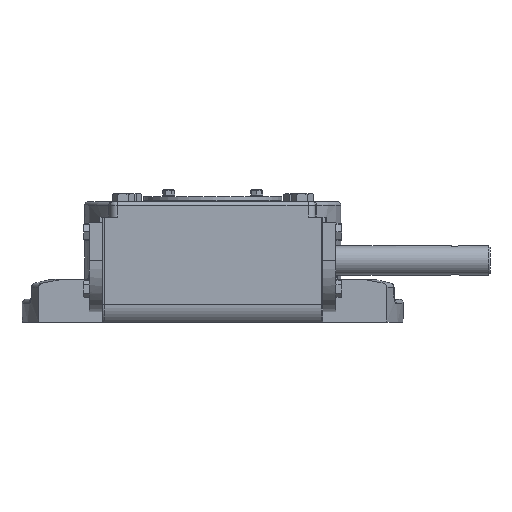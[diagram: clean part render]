
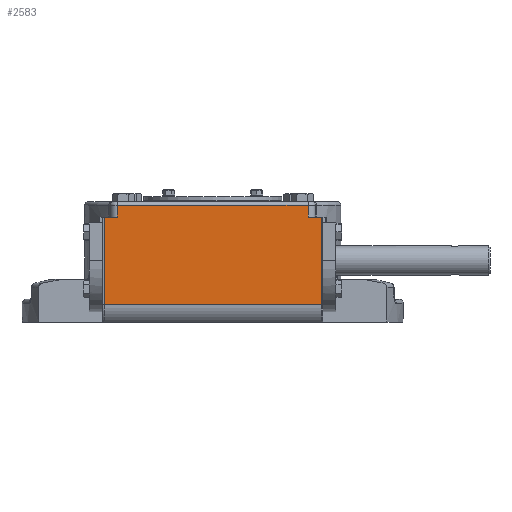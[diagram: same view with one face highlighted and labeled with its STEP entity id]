
A CAD part, front view. The second image highlights one B-rep face of the part: STEP entity #2583.
In plain terms, the highlighted planar face has unit normal (0, -1, 0).
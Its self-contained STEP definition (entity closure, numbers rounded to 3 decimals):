
#2583 = ADVANCED_FACE( '', ( #6104 ), #6105, .T. );
#6104 = FACE_OUTER_BOUND( '', #12297, .T. );
#6105 = PLANE( '', #12298 );
#12297 = EDGE_LOOP( '', ( #24721, #24722, #24723, #24724, #24725, #24726, #24727, #24728 ) );
#12298 = AXIS2_PLACEMENT_3D( '', #24729, #24730, #24731 );
#24721 = ORIENTED_EDGE( '', *, *, #35002, .T. );
#24722 = ORIENTED_EDGE( '', *, *, #33151, .T. );
#24723 = ORIENTED_EDGE( '', *, *, #35003, .T. );
#24724 = ORIENTED_EDGE( '', *, *, #34019, .T. );
#24725 = ORIENTED_EDGE( '', *, *, #35004, .T. );
#24726 = ORIENTED_EDGE( '', *, *, #32373, .T. );
#24727 = ORIENTED_EDGE( '', *, *, #33202, .T. );
#24728 = ORIENTED_EDGE( '', *, *, #35005, .T. );
#24729 = CARTESIAN_POINT( '', ( 0., -126., -18. ) );
#24730 = DIRECTION( '', ( 0., -1., 0. ) );
#24731 = DIRECTION( '', ( 1., 0., 0. ) );
#32373 = EDGE_CURVE( '', #37210, #37208, #37211, .F. );
#33151 = EDGE_CURVE( '', #38589, #38587, #38590, .F. );
#33202 = EDGE_CURVE( '', #37208, #38674, #38676, .T. );
#34019 = EDGE_CURVE( '', #38753, #40016, #40017, .T. );
#35002 = EDGE_CURVE( '', #41467, #38589, #41468, .T. );
#35003 = EDGE_CURVE( '', #38587, #38753, #41469, .T. );
#35004 = EDGE_CURVE( '', #40016, #37210, #41470, .T. );
#35005 = EDGE_CURVE( '', #38674, #41467, #41471, .T. );
#37208 = VERTEX_POINT( '', #44368 );
#37210 = VERTEX_POINT( '', #44370 );
#37211 = LINE( '', #44371, #44372 );
#38587 = VERTEX_POINT( '', #47474 );
#38589 = VERTEX_POINT( '', #47476 );
#38590 = LINE( '', #47477, #47478 );
#38674 = VERTEX_POINT( '', #47611 );
#38676 = LINE( '', #47613, #47614 );
#38753 = VERTEX_POINT( '', #48008 );
#40016 = VERTEX_POINT( '', #50891 );
#40017 = LINE( '', #50892, #50893 );
#41467 = VERTEX_POINT( '', #54715 );
#41468 = LINE( '', #54716, #54717 );
#41469 = LINE( '', #54718, #54719 );
#41470 = LINE( '', #54720, #54721 );
#41471 = LINE( '', #54722, #54723 );
#44368 = CARTESIAN_POINT( '', ( -74., -126., -3. ) );
#44370 = CARTESIAN_POINT( '', ( -74., -126., 56.5 ) );
#44371 = CARTESIAN_POINT( '', ( -74., -126., -18. ) );
#44372 = VECTOR( '', #61314, 1000. );
#47474 = CARTESIAN_POINT( '', ( 65., -126., 64.5 ) );
#47476 = CARTESIAN_POINT( '', ( 65., -126., 56.5 ) );
#47477 = CARTESIAN_POINT( '', ( 65., -126., 67. ) );
#47478 = VECTOR( '', #62236, 1000. );
#47611 = CARTESIAN_POINT( '', ( 74., -126., -3. ) );
#47613 = CARTESIAN_POINT( '', ( 77., -126., -3. ) );
#47614 = VECTOR( '', #62297, 1000. );
#48008 = CARTESIAN_POINT( '', ( -65., -126., 64.5 ) );
#50891 = CARTESIAN_POINT( '', ( -65., -126., 56.5 ) );
#50892 = CARTESIAN_POINT( '', ( -65., -126., 67. ) );
#50893 = VECTOR( '', #63160, 1000. );
#54715 = CARTESIAN_POINT( '', ( 74., -126., 56.5 ) );
#54716 = CARTESIAN_POINT( '', ( -77., -126., 56.5 ) );
#54717 = VECTOR( '', #64263, 1000. );
#54718 = CARTESIAN_POINT( '', ( 70., -126., 64.5 ) );
#54719 = VECTOR( '', #64264, 1000. );
#54720 = CARTESIAN_POINT( '', ( -77., -126., 56.5 ) );
#54721 = VECTOR( '', #64265, 1000. );
#54722 = CARTESIAN_POINT( '', ( 74., -126., -18. ) );
#54723 = VECTOR( '', #64266, 1000. );
#61314 = DIRECTION( '', ( 0., 0., 1. ) );
#62236 = DIRECTION( '', ( 0., 0., -1. ) );
#62297 = DIRECTION( '', ( 1., 0., 0. ) );
#63160 = DIRECTION( '', ( 0., 0., -1. ) );
#64263 = DIRECTION( '', ( -1., 0., 0. ) );
#64264 = DIRECTION( '', ( -1., 0., 0. ) );
#64265 = DIRECTION( '', ( -1., 0., 0. ) );
#64266 = DIRECTION( '', ( 0., 0., 1. ) );
